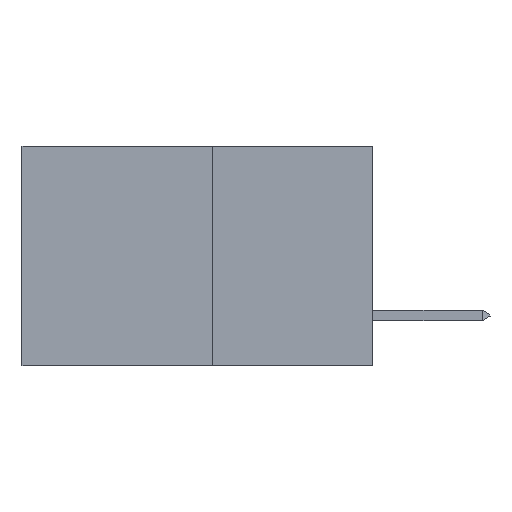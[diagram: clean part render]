
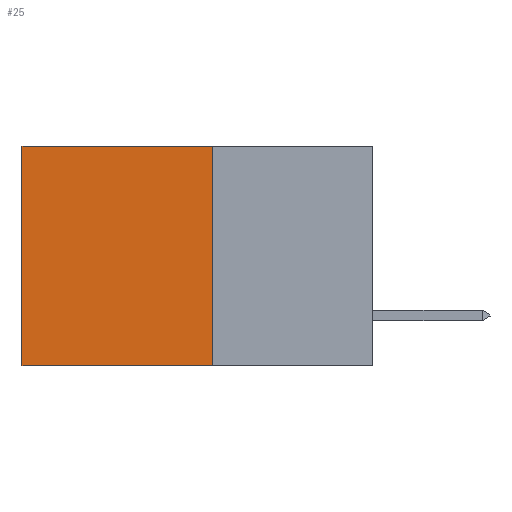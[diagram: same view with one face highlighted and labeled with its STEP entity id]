
A CAD part, left-side view. The second image highlights one B-rep face of the part: STEP entity #25.
In plain terms, the highlighted planar face has unit normal (-1, 0, 0).
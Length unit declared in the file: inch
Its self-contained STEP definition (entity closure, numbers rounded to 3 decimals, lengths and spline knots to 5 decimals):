
#25 = ADVANCED_FACE ( 'NONE', ( #12398 ), #1779, .F. ) ;
#183 = CARTESIAN_POINT ( 'NONE',  ( 0.277, 0.27, 0. ) ) ;
#629 = EDGE_LOOP ( 'NONE', ( #1302, #1227, #6819, #1391 ) ) ;
#725 = VECTOR ( 'NONE', #7779, 39.37008 ) ;
#1227 = ORIENTED_EDGE ( 'NONE', *, *, #3986, .F. ) ;
#1302 = ORIENTED_EDGE ( 'NONE', *, *, #6061, .T. ) ;
#1352 = VECTOR ( 'NONE', #4450, 39.37008 ) ;
#1391 = ORIENTED_EDGE ( 'NONE', *, *, #3248, .T. ) ;
#1570 = VERTEX_POINT ( 'NONE', #3774 ) ;
#1577 = VERTEX_POINT ( 'NONE', #3927 ) ;
#1779 = PLANE ( 'NONE',  #9854 ) ;
#1854 = CARTESIAN_POINT ( 'NONE',  ( 0.277, 0.59, -0.37 ) ) ;
#2218 = DIRECTION ( 'NONE',  ( 0., 0., -1. ) ) ;
#3248 = EDGE_CURVE ( 'NONE', #5895, #1577, #8703, .T. ) ;
#3774 = CARTESIAN_POINT ( 'NONE',  ( 0.277, 0.27, -0.37 ) ) ;
#3927 = CARTESIAN_POINT ( 'NONE',  ( 0.277, 0.59, 0. ) ) ;
#3931 = DIRECTION ( 'NONE',  ( 0., 1., 0. ) ) ;
#3986 = EDGE_CURVE ( 'NONE', #1570, #12187, #10503, .T. ) ;
#4450 = DIRECTION ( 'NONE',  ( 0., 0., -1. ) ) ;
#5064 = EDGE_CURVE ( 'NONE', #5895, #1570, #8653, .T. ) ;
#5233 = CARTESIAN_POINT ( 'NONE',  ( 0.277, 0.59, -0.37 ) ) ;
#5895 = VERTEX_POINT ( 'NONE', #10981 ) ;
#6061 = EDGE_CURVE ( 'NONE', #1577, #12187, #9544, .T. ) ;
#6819 = ORIENTED_EDGE ( 'NONE', *, *, #5064, .F. ) ;
#7779 = DIRECTION ( 'NONE',  ( 0., 0., -1. ) ) ;
#8057 = CARTESIAN_POINT ( 'NONE',  ( 0.277, 0.27, -0.37 ) ) ;
#8653 = LINE ( 'NONE', #8057, #725 ) ;
#8699 = DIRECTION ( 'NONE',  ( 0., 1., 0. ) ) ;
#8703 = LINE ( 'NONE', #183, #11264 ) ;
#9384 = CARTESIAN_POINT ( 'NONE',  ( 0.277, 0.27, -0.37 ) ) ;
#9544 = LINE ( 'NONE', #5233, #1352 ) ;
#9613 = CARTESIAN_POINT ( 'NONE',  ( 0.277, 0.27, -0.37 ) ) ;
#9854 = AXIS2_PLACEMENT_3D ( 'NONE', #9384, #10758, #2218 ) ;
#10503 = LINE ( 'NONE', #9613, #12650 ) ;
#10758 = DIRECTION ( 'NONE',  ( 1., 0., 0. ) ) ;
#10981 = CARTESIAN_POINT ( 'NONE',  ( 0.277, 0.27, 0. ) ) ;
#11264 = VECTOR ( 'NONE', #8699, 39.37008 ) ;
#12187 = VERTEX_POINT ( 'NONE', #1854 ) ;
#12398 = FACE_OUTER_BOUND ( 'NONE', #629, .T. ) ;
#12650 = VECTOR ( 'NONE', #3931, 39.37008 ) ;
